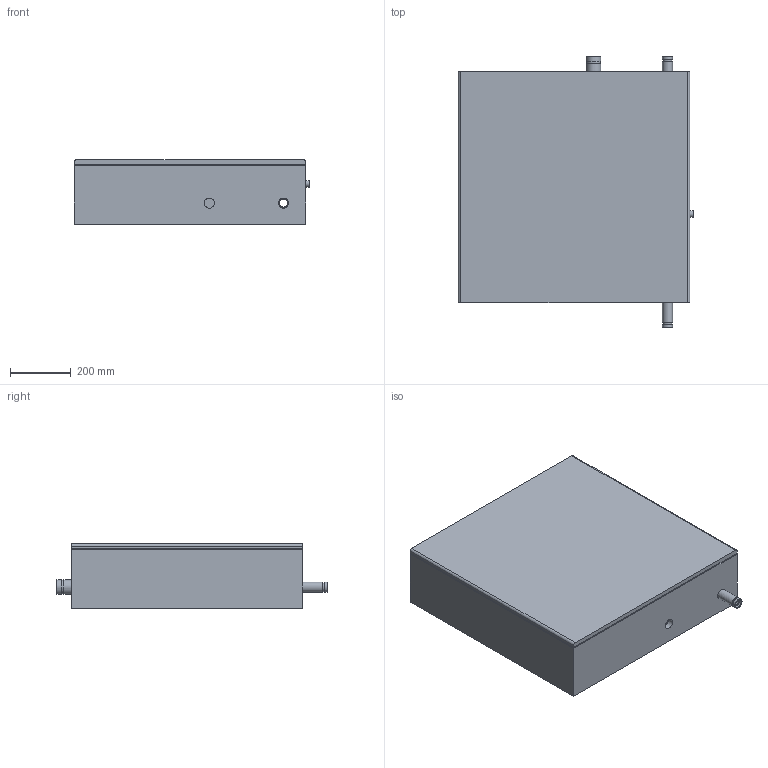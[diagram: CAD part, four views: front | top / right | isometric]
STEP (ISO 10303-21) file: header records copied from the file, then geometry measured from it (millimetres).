
FILE_DESCRIPTION(/* description */ (''),/* implementation_level */ '2;1');
FILE_NAME(/* name */ 'Victaulic-FP-Vortex Series 951 Combination Panel_01.0 (25)_Active.stp',/* time_stamp */ '2020-09-01T19:46:31+05:00',/* author */ ('NPedneka'),/* organization */ (''),/* preprocessor_version */ 'ST-DEVELOPER v17.2',/* originating_system */ 'Autodesk Inventor 2019',/* authorisation */ '');
FILE_SCHEMA (('AUTOMOTIVE_DESIGN { 1 0 10303 214 3 1 1 }'));
Length unit declared in the file: inch
Products named in the file (1): 951-01.0 Active
Bounding box: 774.7 x 889.76 x 212.85 mm (x, y, z)
Volume: 28441234.7 mm3; surface area: 3674581.8 mm2
Topology: 2 solids, 2 shells, 70 faces, 165 edges, 112 vertices
Faces by surface type: plane 45, cylinder 25
Full cylindrical faces by diameter (mm): 7.938 x4, 15.748 x1, 21.336 x1, 22.352 x2, 26.67 x2, 30.201 x2, 33.401 x5, 34.925 x1, 40.894 x1, 45.06 x2, 48.26 x2
Entity records: 2119 total; most frequent: DIRECTION 371, CARTESIAN_POINT 348, ORIENTED_EDGE 330, EDGE_CURVE 165, AXIS2_PLACEMENT_3D 135, VERTEX_POINT 112, EDGE_LOOP 101, LINE 101
